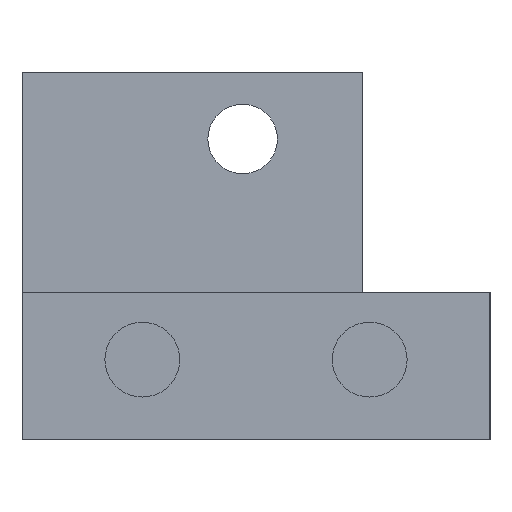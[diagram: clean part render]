
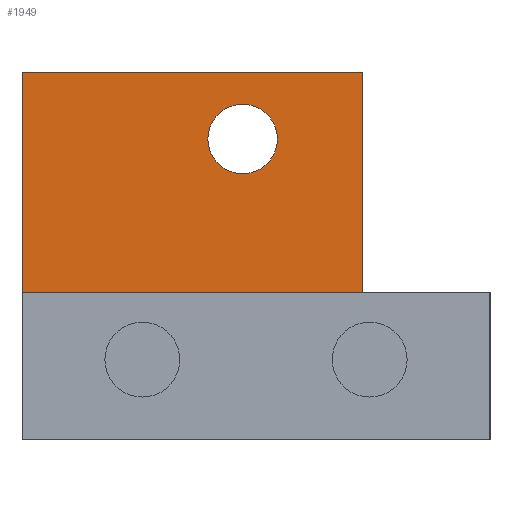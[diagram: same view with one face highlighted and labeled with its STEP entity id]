
A CAD part, left-side view. The second image highlights one B-rep face of the part: STEP entity #1949.
In plain terms, the highlighted planar face has unit normal (-1, 0, 0).
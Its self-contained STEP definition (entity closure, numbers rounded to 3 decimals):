
#238 = PLANE('',#239);
#239 = AXIS2_PLACEMENT_3D('',#240,#241,#242);
#240 = CARTESIAN_POINT('',(-69.5,-17.5,11.));
#241 = DIRECTION('',(0.,0.,-1.));
#242 = DIRECTION('',(-1.,0.,0.));
#294 = PLANE('',#295);
#295 = AXIS2_PLACEMENT_3D('',#296,#297,#298);
#296 = CARTESIAN_POINT('',(-60.5,-17.5,3.));
#297 = DIRECTION('',(0.,0.,-1.));
#298 = DIRECTION('',(-1.,0.,0.));
#542 = PLANE('',#543);
#543 = AXIS2_PLACEMENT_3D('',#544,#545,#546);
#544 = CARTESIAN_POINT('',(-25.5,-8.,1.));
#545 = DIRECTION('',(0.,-1.,0.));
#546 = DIRECTION('',(-1.,0.,0.));
#714 = VERTEX_POINT('',#715);
#715 = CARTESIAN_POINT('',(-29.,-8.,3.));
#787 = VERTEX_POINT('',#788);
#788 = CARTESIAN_POINT('',(-29.,14.5,3.));
#802 = PLANE('',#803);
#803 = AXIS2_PLACEMENT_3D('',#804,#805,#806);
#804 = CARTESIAN_POINT('',(60.5,14.5,11.));
#805 = DIRECTION('',(0.,1.,0.));
#806 = DIRECTION('',(-1.,0.,0.));
#814 = EDGE_CURVE('',#787,#714,#815,.T.);
#815 = SURFACE_CURVE('',#816,(#820,#827),.PCURVE_S1.);
#816 = LINE('',#817,#818);
#817 = CARTESIAN_POINT('',(-29.,14.5,3.));
#818 = VECTOR('',#819,1.);
#819 = DIRECTION('',(0.,-1.,0.));
#820 = PCURVE('',#294,#821);
#821 = DEFINITIONAL_REPRESENTATION('',(#822),#826);
#822 = LINE('',#823,#824);
#823 = CARTESIAN_POINT('',(-31.5,32.));
#824 = VECTOR('',#825,1.);
#825 = DIRECTION('',(0.,-1.));
#826 = ( GEOMETRIC_REPRESENTATION_CONTEXT(2) 
PARAMETRIC_REPRESENTATION_CONTEXT() REPRESENTATION_CONTEXT('2D SPACE',''
  ) );
#827 = PCURVE('',#828,#833);
#828 = PLANE('',#829);
#829 = AXIS2_PLACEMENT_3D('',#830,#831,#832);
#830 = CARTESIAN_POINT('',(-29.,-8.,1.));
#831 = DIRECTION('',(-1.,0.,0.));
#832 = DIRECTION('',(0.,1.,0.));
#833 = DEFINITIONAL_REPRESENTATION('',(#834),#838);
#834 = LINE('',#835,#836);
#835 = CARTESIAN_POINT('',(22.5,-2.));
#836 = VECTOR('',#837,1.);
#837 = DIRECTION('',(-1.,0.));
#838 = ( GEOMETRIC_REPRESENTATION_CONTEXT(2) 
PARAMETRIC_REPRESENTATION_CONTEXT() REPRESENTATION_CONTEXT('2D SPACE',''
  ) );
#894 = VERTEX_POINT('',#895);
#895 = CARTESIAN_POINT('',(-29.,17.5,11.));
#911 = PLANE('',#912);
#912 = AXIS2_PLACEMENT_3D('',#913,#914,#915);
#913 = CARTESIAN_POINT('',(69.5,17.5,0.));
#914 = DIRECTION('',(0.,-1.,0.));
#915 = DIRECTION('',(0.,-0.,-1.));
#923 = EDGE_CURVE('',#924,#894,#926,.T.);
#924 = VERTEX_POINT('',#925);
#925 = CARTESIAN_POINT('',(-29.,14.5,11.));
#926 = SURFACE_CURVE('',#927,(#931,#937),.PCURVE_S1.);
#927 = LINE('',#928,#929);
#928 = CARTESIAN_POINT('',(-29.,-12.75,11.));
#929 = VECTOR('',#930,1.);
#930 = DIRECTION('',(0.,1.,0.));
#931 = PCURVE('',#238,#932);
#932 = DEFINITIONAL_REPRESENTATION('',(#933),#936);
#933 = B_SPLINE_CURVE_WITH_KNOTS('',1,(#934,#935),.UNSPECIFIED.,.F.,.F.,
  (2,2),(4.75,30.25),.PIECEWISE_BEZIER_KNOTS.);
#934 = CARTESIAN_POINT('',(-40.5,9.5));
#935 = CARTESIAN_POINT('',(-40.5,35.));
#936 = ( GEOMETRIC_REPRESENTATION_CONTEXT(2) 
PARAMETRIC_REPRESENTATION_CONTEXT() REPRESENTATION_CONTEXT('2D SPACE',''
  ) );
#937 = PCURVE('',#828,#938);
#938 = DEFINITIONAL_REPRESENTATION('',(#939),#942);
#939 = B_SPLINE_CURVE_WITH_KNOTS('',1,(#940,#941),.UNSPECIFIED.,.F.,.F.,
  (2,2),(4.75,30.25),.PIECEWISE_BEZIER_KNOTS.);
#940 = CARTESIAN_POINT('',(0.,-10.));
#941 = CARTESIAN_POINT('',(25.5,-10.));
#942 = ( GEOMETRIC_REPRESENTATION_CONTEXT(2) 
PARAMETRIC_REPRESENTATION_CONTEXT() REPRESENTATION_CONTEXT('2D SPACE',''
  ) );
#1875 = VERTEX_POINT('',#1876);
#1876 = CARTESIAN_POINT('',(-29.,-8.,27.5));
#1890 = PLANE('',#1891);
#1891 = AXIS2_PLACEMENT_3D('',#1892,#1893,#1894);
#1892 = CARTESIAN_POINT('',(-29.,17.5,27.5));
#1893 = DIRECTION('',(0.,0.,1.));
#1894 = DIRECTION('',(1.,0.,0.));
#1902 = EDGE_CURVE('',#714,#1875,#1903,.T.);
#1903 = SURFACE_CURVE('',#1904,(#1908,#1915),.PCURVE_S1.);
#1904 = LINE('',#1905,#1906);
#1905 = CARTESIAN_POINT('',(-29.,-8.,1.));
#1906 = VECTOR('',#1907,1.);
#1907 = DIRECTION('',(0.,0.,1.));
#1908 = PCURVE('',#542,#1909);
#1909 = DEFINITIONAL_REPRESENTATION('',(#1910),#1914);
#1910 = LINE('',#1911,#1912);
#1911 = CARTESIAN_POINT('',(3.5,0.));
#1912 = VECTOR('',#1913,1.);
#1913 = DIRECTION('',(0.,-1.));
#1914 = ( GEOMETRIC_REPRESENTATION_CONTEXT(2) 
PARAMETRIC_REPRESENTATION_CONTEXT() REPRESENTATION_CONTEXT('2D SPACE',''
  ) );
#1915 = PCURVE('',#828,#1916);
#1916 = DEFINITIONAL_REPRESENTATION('',(#1917),#1921);
#1917 = LINE('',#1918,#1919);
#1918 = CARTESIAN_POINT('',(0.,0.));
#1919 = VECTOR('',#1920,1.);
#1920 = DIRECTION('',(0.,-1.));
#1921 = ( GEOMETRIC_REPRESENTATION_CONTEXT(2) 
PARAMETRIC_REPRESENTATION_CONTEXT() REPRESENTATION_CONTEXT('2D SPACE',''
  ) );
#1929 = EDGE_CURVE('',#787,#924,#1930,.T.);
#1930 = SURFACE_CURVE('',#1931,(#1935,#1941),.PCURVE_S1.);
#1931 = LINE('',#1932,#1933);
#1932 = CARTESIAN_POINT('',(-29.,14.5,6.));
#1933 = VECTOR('',#1934,1.);
#1934 = DIRECTION('',(0.,0.,1.));
#1935 = PCURVE('',#802,#1936);
#1936 = DEFINITIONAL_REPRESENTATION('',(#1937),#1940);
#1937 = B_SPLINE_CURVE_WITH_KNOTS('',1,(#1938,#1939),.UNSPECIFIED.,.F.,
  .F.,(2,2),(-3.,5.),.PIECEWISE_BEZIER_KNOTS.);
#1938 = CARTESIAN_POINT('',(89.5,-8.));
#1939 = CARTESIAN_POINT('',(89.5,0.));
#1940 = ( GEOMETRIC_REPRESENTATION_CONTEXT(2) 
PARAMETRIC_REPRESENTATION_CONTEXT() REPRESENTATION_CONTEXT('2D SPACE',''
  ) );
#1941 = PCURVE('',#828,#1942);
#1942 = DEFINITIONAL_REPRESENTATION('',(#1943),#1946);
#1943 = B_SPLINE_CURVE_WITH_KNOTS('',1,(#1944,#1945),.UNSPECIFIED.,.F.,
  .F.,(2,2),(-3.,5.),.PIECEWISE_BEZIER_KNOTS.);
#1944 = CARTESIAN_POINT('',(22.5,-2.));
#1945 = CARTESIAN_POINT('',(22.5,-10.));
#1946 = ( GEOMETRIC_REPRESENTATION_CONTEXT(2) 
PARAMETRIC_REPRESENTATION_CONTEXT() REPRESENTATION_CONTEXT('2D SPACE',''
  ) );
#1949 = ADVANCED_FACE('',(#1950,#1985),#828,.T.);
#1950 = FACE_BOUND('',#1951,.T.);
#1951 = EDGE_LOOP('',(#1952));
#1952 = ORIENTED_EDGE('',*,*,#1953,.T.);
#1953 = EDGE_CURVE('',#1954,#1954,#1956,.T.);
#1954 = VERTEX_POINT('',#1955);
#1955 = CARTESIAN_POINT('',(-29.,3.6,22.5));
#1956 = SURFACE_CURVE('',#1957,(#1962,#1973),.PCURVE_S1.);
#1957 = CIRCLE('',#1958,2.6);
#1958 = AXIS2_PLACEMENT_3D('',#1959,#1960,#1961);
#1959 = CARTESIAN_POINT('',(-29.,1.,22.5));
#1960 = DIRECTION('',(1.,0.,-0.));
#1961 = DIRECTION('',(0.,0.,1.));
#1962 = PCURVE('',#828,#1963);
#1963 = DEFINITIONAL_REPRESENTATION('',(#1964),#1972);
#1964 = ( BOUNDED_CURVE() B_SPLINE_CURVE(2,(#1965,#1966,#1967,#1968,
#1969,#1970,#1971),.UNSPECIFIED.,.F.,.F.) B_SPLINE_CURVE_WITH_KNOTS((1,2
    ,2,2,2,1),(-2.094,0.,2.094,4.189,
6.283,8.378),.UNSPECIFIED.) CURVE() 
GEOMETRIC_REPRESENTATION_ITEM() RATIONAL_B_SPLINE_CURVE((1.,0.5,1.,0.5,
1.,0.5,1.)) REPRESENTATION_ITEM('') );
#1965 = CARTESIAN_POINT('',(9.,-24.1));
#1966 = CARTESIAN_POINT('',(4.497,-24.1));
#1967 = CARTESIAN_POINT('',(6.748,-20.2));
#1968 = CARTESIAN_POINT('',(9.,-16.3));
#1969 = CARTESIAN_POINT('',(11.252,-20.2));
#1970 = CARTESIAN_POINT('',(13.503,-24.1));
#1971 = CARTESIAN_POINT('',(9.,-24.1));
#1972 = ( GEOMETRIC_REPRESENTATION_CONTEXT(2) 
PARAMETRIC_REPRESENTATION_CONTEXT() REPRESENTATION_CONTEXT('2D SPACE',''
  ) );
#1973 = PCURVE('',#1974,#1979);
#1974 = CYLINDRICAL_SURFACE('',#1975,2.6);
#1975 = AXIS2_PLACEMENT_3D('',#1976,#1977,#1978);
#1976 = CARTESIAN_POINT('',(-25.5,1.,22.5));
#1977 = DIRECTION('',(1.,0.,0.));
#1978 = DIRECTION('',(0.,1.,0.));
#1979 = DEFINITIONAL_REPRESENTATION('',(#1980),#1984);
#1980 = LINE('',#1981,#1982);
#1981 = CARTESIAN_POINT('',(-4.712,-3.5));
#1982 = VECTOR('',#1983,1.);
#1983 = DIRECTION('',(1.,0.));
#1984 = ( GEOMETRIC_REPRESENTATION_CONTEXT(2) 
PARAMETRIC_REPRESENTATION_CONTEXT() REPRESENTATION_CONTEXT('2D SPACE',''
  ) );
#1985 = FACE_BOUND('',#1986,.T.);
#1986 = EDGE_LOOP('',(#1987,#1988,#1989,#1990,#1991,#2014));
#1987 = ORIENTED_EDGE('',*,*,#923,.F.);
#1988 = ORIENTED_EDGE('',*,*,#1929,.F.);
#1989 = ORIENTED_EDGE('',*,*,#814,.T.);
#1990 = ORIENTED_EDGE('',*,*,#1902,.T.);
#1991 = ORIENTED_EDGE('',*,*,#1992,.T.);
#1992 = EDGE_CURVE('',#1875,#1993,#1995,.T.);
#1993 = VERTEX_POINT('',#1994);
#1994 = CARTESIAN_POINT('',(-29.,17.5,27.5));
#1995 = SURFACE_CURVE('',#1996,(#2000,#2007),.PCURVE_S1.);
#1996 = LINE('',#1997,#1998);
#1997 = CARTESIAN_POINT('',(-29.,-8.,27.5));
#1998 = VECTOR('',#1999,1.);
#1999 = DIRECTION('',(0.,1.,0.));
#2000 = PCURVE('',#828,#2001);
#2001 = DEFINITIONAL_REPRESENTATION('',(#2002),#2006);
#2002 = LINE('',#2003,#2004);
#2003 = CARTESIAN_POINT('',(0.,-26.5));
#2004 = VECTOR('',#2005,1.);
#2005 = DIRECTION('',(1.,0.));
#2006 = ( GEOMETRIC_REPRESENTATION_CONTEXT(2) 
PARAMETRIC_REPRESENTATION_CONTEXT() REPRESENTATION_CONTEXT('2D SPACE',''
  ) );
#2007 = PCURVE('',#1890,#2008);
#2008 = DEFINITIONAL_REPRESENTATION('',(#2009),#2013);
#2009 = LINE('',#2010,#2011);
#2010 = CARTESIAN_POINT('',(0.,-25.5));
#2011 = VECTOR('',#2012,1.);
#2012 = DIRECTION('',(0.,1.));
#2013 = ( GEOMETRIC_REPRESENTATION_CONTEXT(2) 
PARAMETRIC_REPRESENTATION_CONTEXT() REPRESENTATION_CONTEXT('2D SPACE',''
  ) );
#2014 = ORIENTED_EDGE('',*,*,#2015,.F.);
#2015 = EDGE_CURVE('',#894,#1993,#2016,.T.);
#2016 = SURFACE_CURVE('',#2017,(#2021,#2028),.PCURVE_S1.);
#2017 = LINE('',#2018,#2019);
#2018 = CARTESIAN_POINT('',(-29.,17.5,1.));
#2019 = VECTOR('',#2020,1.);
#2020 = DIRECTION('',(0.,0.,1.));
#2021 = PCURVE('',#828,#2022);
#2022 = DEFINITIONAL_REPRESENTATION('',(#2023),#2027);
#2023 = LINE('',#2024,#2025);
#2024 = CARTESIAN_POINT('',(25.5,0.));
#2025 = VECTOR('',#2026,1.);
#2026 = DIRECTION('',(0.,-1.));
#2027 = ( GEOMETRIC_REPRESENTATION_CONTEXT(2) 
PARAMETRIC_REPRESENTATION_CONTEXT() REPRESENTATION_CONTEXT('2D SPACE',''
  ) );
#2028 = PCURVE('',#911,#2029);
#2029 = DEFINITIONAL_REPRESENTATION('',(#2030),#2034);
#2030 = LINE('',#2031,#2032);
#2031 = CARTESIAN_POINT('',(-1.,-98.5));
#2032 = VECTOR('',#2033,1.);
#2033 = DIRECTION('',(-1.,0.));
#2034 = ( GEOMETRIC_REPRESENTATION_CONTEXT(2) 
PARAMETRIC_REPRESENTATION_CONTEXT() REPRESENTATION_CONTEXT('2D SPACE',''
  ) );
